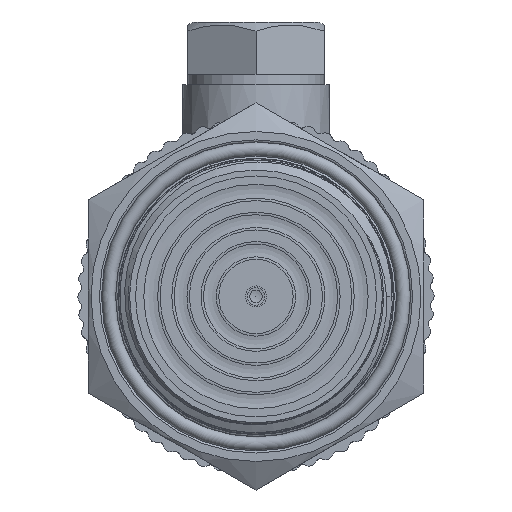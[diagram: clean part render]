
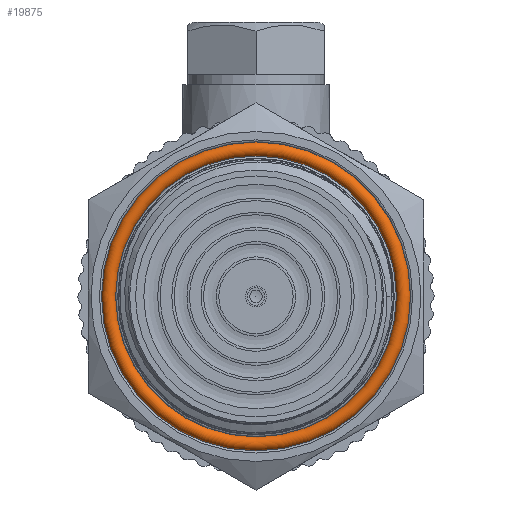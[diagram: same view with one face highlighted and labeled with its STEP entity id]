
A CAD part, left-side view. The second image highlights one B-rep face of the part: STEP entity #19875.
In plain terms, the highlighted toroidal (fillet/blend) face has major radius 14.075 mm and minor radius 0.675 mm.
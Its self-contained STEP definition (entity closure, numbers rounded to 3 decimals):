
#180=TOROIDAL_SURFACE('',#21212,14.075,0.675);
#2138=FACE_OUTER_BOUND('',#3328,.T.);
#3328=EDGE_LOOP('',(#18407,#18408,#18409,#18410));
#3958=CIRCLE('',#21213,0.675);
#3959=CIRCLE('',#21214,13.4);
#9269=VERTEX_POINT('',#69983);
#12315=EDGE_CURVE('',#9269,#9269,#3958,.T.);
#12316=EDGE_CURVE('',#9269,#9269,#3959,.T.);
#18407=ORIENTED_EDGE('',*,*,#12315,.F.);
#18408=ORIENTED_EDGE('',*,*,#12316,.T.);
#18409=ORIENTED_EDGE('',*,*,#12315,.T.);
#18410=ORIENTED_EDGE('',*,*,#12316,.F.);
#19875=ADVANCED_FACE('',(#2138),#180,.T.);
#21212=AXIS2_PLACEMENT_3D('',#69982,#24681,#24682);
#21213=AXIS2_PLACEMENT_3D('',#69984,#24683,#24684);
#21214=AXIS2_PLACEMENT_3D('',#69985,#24685,#24686);
#24681=DIRECTION('center_axis',(1.,0.,0.));
#24682=DIRECTION('ref_axis',(0.,0.,-1.));
#24683=DIRECTION('center_axis',(0.,-1.,0.));
#24684=DIRECTION('ref_axis',(0.,0.,1.));
#24685=DIRECTION('center_axis',(-1.,0.,0.));
#24686=DIRECTION('ref_axis',(0.,0.,-1.));
#69982=CARTESIAN_POINT('Origin',(17.2,0.,0.));
#69983=CARTESIAN_POINT('',(17.2,0.,13.4));
#69984=CARTESIAN_POINT('Origin',(17.2,0.,14.075));
#69985=CARTESIAN_POINT('Origin',(17.2,0.,0.));
